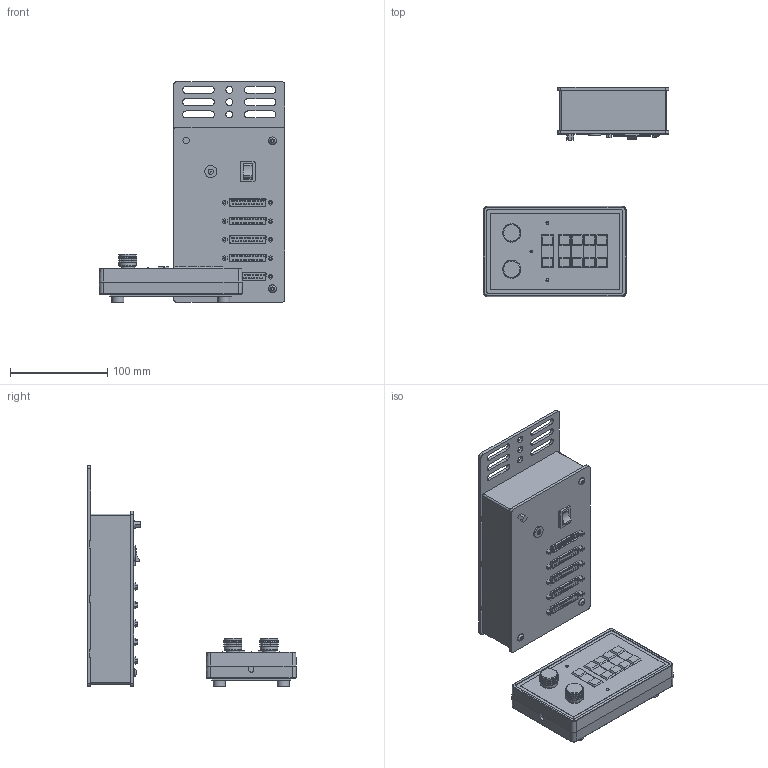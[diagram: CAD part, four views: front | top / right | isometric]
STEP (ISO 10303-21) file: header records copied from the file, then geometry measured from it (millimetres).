
FILE_DESCRIPTION((''),'2;1');
FILE_NAME('mc1100e.stp','2009-04-28T13:35:52',('JC'),(''),'Autodesk Inventor 11','Autodesk Inventor 11','');
FILE_SCHEMA(('AUTOMOTIVE_DESIGN { 1 0 10303 214 1 1 1 1 }'));
Length unit declared in the file: inch
Products named in the file (3): mc1100e; mc1100e1; mc1100e2
Assembly tree (2 placements, depth 2):
  mc1100e
    mc1100e1
    mc1100e2
Bounding box: 191.12 x 215.16 x 227.33 mm (x, y, z)
Volume: 1295219 mm3; surface area: 153446.2 mm2
Topology: 4 solids, 4 shells, 1493 faces, 3431 edges, 2271 vertices
Faces by surface type: plane 1198, cylinder 240, bspline 25, cone 16, torus 8, sphere 6
Full cylindrical faces by diameter (mm): 0.762 x1, 1.118 x125, 2.235 x10, 5.461 x1, 7.137 x3, 7.925 x3, 12.446 x4, 12.471 x1, 14.224 x2, 18.034 x2
Entity records: 41670 total; most frequent: CARTESIAN_POINT 7998, DIRECTION 6962, ORIENTED_EDGE 6370, EDGE_CURVE 3185, VECTOR 2354, LINE 2354, AXIS2_PLACEMENT_3D 2304, VERTEX_POINT 2215
